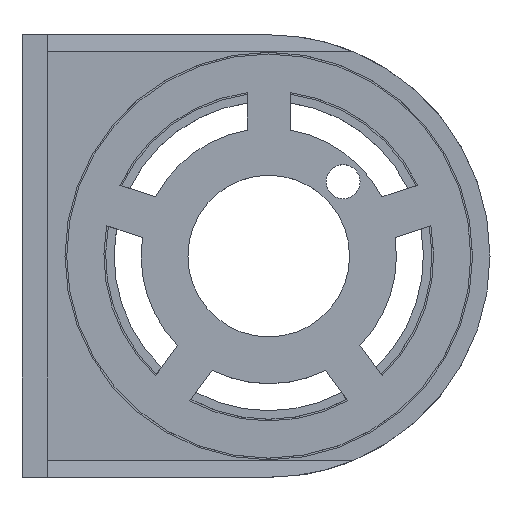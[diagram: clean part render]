
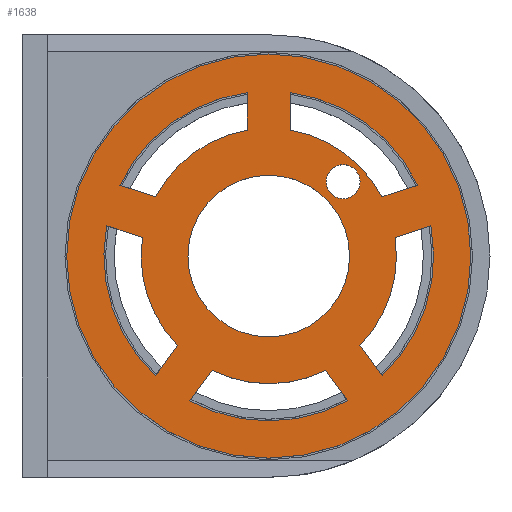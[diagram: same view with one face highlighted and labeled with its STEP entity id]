
A CAD part, top view. The second image highlights one B-rep face of the part: STEP entity #1638.
In plain terms, the highlighted planar face has unit normal (0, 0, 1).
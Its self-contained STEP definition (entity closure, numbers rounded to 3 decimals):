
#35=FACE_BOUND('',#281,.T.);
#36=FACE_BOUND('',#282,.T.);
#37=FACE_BOUND('',#283,.T.);
#38=FACE_BOUND('',#284,.T.);
#39=FACE_BOUND('',#285,.T.);
#40=FACE_BOUND('',#286,.T.);
#41=FACE_BOUND('',#287,.T.);
#94=PLANE('',#1804);
#179=FACE_OUTER_BOUND('',#280,.T.);
#280=EDGE_LOOP('',(#1499));
#281=EDGE_LOOP('',(#1500));
#282=EDGE_LOOP('',(#1501,#1502,#1503,#1504));
#283=EDGE_LOOP('',(#1505,#1506,#1507,#1508));
#284=EDGE_LOOP('',(#1509,#1510,#1511,#1512));
#285=EDGE_LOOP('',(#1513,#1514,#1515,#1516));
#286=EDGE_LOOP('',(#1517,#1518,#1519,#1520));
#287=EDGE_LOOP('',(#1521));
#423=LINE('',#2661,#587);
#425=LINE('',#2666,#589);
#431=LINE('',#2681,#595);
#435=LINE('',#2691,#599);
#439=LINE('',#2701,#603);
#441=LINE('',#2708,#605);
#444=LINE('',#2717,#608);
#445=LINE('',#2720,#609);
#447=LINE('',#2726,#611);
#449=LINE('',#2732,#613);
#587=VECTOR('',#2180,10.);
#589=VECTOR('',#2184,10.);
#595=VECTOR('',#2200,10.);
#599=VECTOR('',#2210,10.);
#603=VECTOR('',#2220,10.);
#605=VECTOR('',#2228,10.);
#608=VECTOR('',#2241,10.);
#609=VECTOR('',#2244,10.);
#611=VECTOR('',#2252,10.);
#613=VECTOR('',#2260,10.);
#655=CIRCLE('',#1756,4.);
#668=CIRCLE('',#1771,38.75);
#669=CIRCLE('',#1775,30.);
#670=CIRCLE('',#1777,38.75);
#671=CIRCLE('',#1780,38.75);
#672=CIRCLE('',#1783,38.75);
#673=CIRCLE('',#1786,19.);
#674=CIRCLE('',#1789,30.);
#675=CIRCLE('',#1791,38.75);
#676=CIRCLE('',#1795,30.);
#677=CIRCLE('',#1798,30.);
#678=CIRCLE('',#1801,30.);
#679=CIRCLE('',#1803,47.5);
#787=VERTEX_POINT('',#2604);
#810=VERTEX_POINT('',#2653);
#811=VERTEX_POINT('',#2655);
#812=VERTEX_POINT('',#2659);
#813=VERTEX_POINT('',#2663);
#814=VERTEX_POINT('',#2665);
#815=VERTEX_POINT('',#2669);
#816=VERTEX_POINT('',#2673);
#817=VERTEX_POINT('',#2675);
#818=VERTEX_POINT('',#2679);
#819=VERTEX_POINT('',#2683);
#820=VERTEX_POINT('',#2685);
#821=VERTEX_POINT('',#2689);
#822=VERTEX_POINT('',#2693);
#823=VERTEX_POINT('',#2695);
#824=VERTEX_POINT('',#2699);
#825=VERTEX_POINT('',#2703);
#826=VERTEX_POINT('',#2707);
#827=VERTEX_POINT('',#2713);
#828=VERTEX_POINT('',#2719);
#829=VERTEX_POINT('',#2725);
#830=VERTEX_POINT('',#2731);
#831=VERTEX_POINT('',#2737);
#995=EDGE_CURVE('',#787,#787,#655,.T.);
#1019=EDGE_CURVE('',#811,#810,#668,.T.);
#1022=EDGE_CURVE('',#810,#812,#423,.T.);
#1024=EDGE_CURVE('',#814,#813,#425,.T.);
#1027=EDGE_CURVE('',#813,#815,#669,.T.);
#1029=EDGE_CURVE('',#817,#816,#670,.T.);
#1032=EDGE_CURVE('',#816,#818,#431,.T.);
#1034=EDGE_CURVE('',#820,#819,#671,.T.);
#1037=EDGE_CURVE('',#819,#821,#435,.T.);
#1039=EDGE_CURVE('',#823,#822,#672,.T.);
#1042=EDGE_CURVE('',#822,#824,#439,.T.);
#1043=EDGE_CURVE('',#825,#825,#673,.T.);
#1045=EDGE_CURVE('',#826,#811,#441,.T.);
#1047=EDGE_CURVE('',#812,#826,#674,.T.);
#1048=EDGE_CURVE('',#827,#814,#675,.T.);
#1050=EDGE_CURVE('',#815,#827,#444,.T.);
#1051=EDGE_CURVE('',#828,#817,#445,.T.);
#1053=EDGE_CURVE('',#818,#828,#676,.T.);
#1054=EDGE_CURVE('',#829,#820,#447,.T.);
#1056=EDGE_CURVE('',#821,#829,#677,.T.);
#1057=EDGE_CURVE('',#830,#823,#449,.T.);
#1059=EDGE_CURVE('',#824,#830,#678,.T.);
#1060=EDGE_CURVE('',#831,#831,#679,.T.);
#1499=ORIENTED_EDGE('',*,*,#1060,.T.);
#1500=ORIENTED_EDGE('',*,*,#995,.T.);
#1501=ORIENTED_EDGE('',*,*,#1042,.T.);
#1502=ORIENTED_EDGE('',*,*,#1059,.T.);
#1503=ORIENTED_EDGE('',*,*,#1057,.T.);
#1504=ORIENTED_EDGE('',*,*,#1039,.T.);
#1505=ORIENTED_EDGE('',*,*,#1037,.T.);
#1506=ORIENTED_EDGE('',*,*,#1056,.T.);
#1507=ORIENTED_EDGE('',*,*,#1054,.T.);
#1508=ORIENTED_EDGE('',*,*,#1034,.T.);
#1509=ORIENTED_EDGE('',*,*,#1032,.T.);
#1510=ORIENTED_EDGE('',*,*,#1053,.T.);
#1511=ORIENTED_EDGE('',*,*,#1051,.T.);
#1512=ORIENTED_EDGE('',*,*,#1029,.T.);
#1513=ORIENTED_EDGE('',*,*,#1027,.T.);
#1514=ORIENTED_EDGE('',*,*,#1050,.T.);
#1515=ORIENTED_EDGE('',*,*,#1048,.T.);
#1516=ORIENTED_EDGE('',*,*,#1024,.T.);
#1517=ORIENTED_EDGE('',*,*,#1022,.T.);
#1518=ORIENTED_EDGE('',*,*,#1047,.T.);
#1519=ORIENTED_EDGE('',*,*,#1045,.T.);
#1520=ORIENTED_EDGE('',*,*,#1019,.T.);
#1521=ORIENTED_EDGE('',*,*,#1043,.T.);
#1638=ADVANCED_FACE('',(#179,#35,#36,#37,#38,#39,#40,#41),#94,.T.);
#1756=AXIS2_PLACEMENT_3D('',#2606,#2133,#2134);
#1771=AXIS2_PLACEMENT_3D('',#2656,#2174,#2175);
#1775=AXIS2_PLACEMENT_3D('',#2671,#2189,#2190);
#1777=AXIS2_PLACEMENT_3D('',#2676,#2194,#2195);
#1780=AXIS2_PLACEMENT_3D('',#2686,#2204,#2205);
#1783=AXIS2_PLACEMENT_3D('',#2696,#2214,#2215);
#1786=AXIS2_PLACEMENT_3D('',#2704,#2223,#2224);
#1789=AXIS2_PLACEMENT_3D('',#2711,#2232,#2233);
#1791=AXIS2_PLACEMENT_3D('',#2714,#2236,#2237);
#1795=AXIS2_PLACEMENT_3D('',#2723,#2248,#2249);
#1798=AXIS2_PLACEMENT_3D('',#2729,#2256,#2257);
#1801=AXIS2_PLACEMENT_3D('',#2735,#2264,#2265);
#1803=AXIS2_PLACEMENT_3D('',#2738,#2268,#2269);
#1804=AXIS2_PLACEMENT_3D('',#2740,#2271,#2272);
#2133=DIRECTION('center_axis',(0.,0.,-1.));
#2134=DIRECTION('ref_axis',(1.,0.,0.));
#2174=DIRECTION('center_axis',(0.,0.,-1.));
#2175=DIRECTION('ref_axis',(1.,0.,0.));
#2180=DIRECTION('',(0.588,0.809,0.));
#2184=DIRECTION('',(-0.951,-0.309,0.));
#2189=DIRECTION('center_axis',(0.,0.,1.));
#2190=DIRECTION('ref_axis',(1.,0.,0.));
#2194=DIRECTION('center_axis',(0.,0.,-1.));
#2195=DIRECTION('ref_axis',(1.,0.,0.));
#2200=DIRECTION('',(-0.588,0.809,0.));
#2204=DIRECTION('center_axis',(0.,0.,-1.));
#2205=DIRECTION('ref_axis',(1.,0.,0.));
#2210=DIRECTION('',(0.,-1.,0.));
#2214=DIRECTION('center_axis',(0.,0.,-1.));
#2215=DIRECTION('ref_axis',(1.,0.,0.));
#2220=DIRECTION('',(0.951,-0.309,0.));
#2223=DIRECTION('center_axis',(0.,0.,-1.));
#2224=DIRECTION('ref_axis',(1.,0.,0.));
#2228=DIRECTION('',(0.588,-0.809,0.));
#2232=DIRECTION('center_axis',(0.,0.,1.));
#2233=DIRECTION('ref_axis',(1.,0.,0.));
#2236=DIRECTION('center_axis',(0.,0.,-1.));
#2237=DIRECTION('ref_axis',(1.,0.,0.));
#2241=DIRECTION('',(0.,1.,0.));
#2244=DIRECTION('',(0.951,0.309,0.));
#2248=DIRECTION('center_axis',(0.,0.,1.));
#2249=DIRECTION('ref_axis',(1.,0.,0.));
#2252=DIRECTION('',(-0.951,0.309,0.));
#2256=DIRECTION('center_axis',(0.,0.,1.));
#2257=DIRECTION('ref_axis',(1.,0.,0.));
#2260=DIRECTION('',(-0.588,-0.809,0.));
#2264=DIRECTION('center_axis',(0.,0.,1.));
#2265=DIRECTION('ref_axis',(1.,0.,0.));
#2268=DIRECTION('center_axis',(0.,0.,1.));
#2269=DIRECTION('ref_axis',(1.,0.,0.));
#2271=DIRECTION('center_axis',(0.,0.,1.));
#2272=DIRECTION('ref_axis',(1.,0.,0.));
#2604=CARTESIAN_POINT('',(65.466,69.466,9.));
#2606=CARTESIAN_POINT('Origin',(69.466,69.466,9.));
#2653=CARTESIAN_POINT('',(33.459,17.974,9.));
#2655=CARTESIAN_POINT('',(70.541,17.974,9.));
#2656=CARTESIAN_POINT('Origin',(52.,52.,9.));
#2659=CARTESIAN_POINT('',(38.658,25.13,9.));
#2661=CARTESIAN_POINT('',(38.658,25.13,9.));
#2663=CARTESIAN_POINT('',(78.588,65.896,9.));
#2665=CARTESIAN_POINT('',(87.,68.63,9.));
#2666=CARTESIAN_POINT('',(78.588,65.896,9.));
#2669=CARTESIAN_POINT('',(57.,81.58,9.));
#2671=CARTESIAN_POINT('Origin',(52.,52.,9.));
#2673=CARTESIAN_POINT('',(78.631,23.852,9.));
#2675=CARTESIAN_POINT('',(90.09,59.119,9.));
#2676=CARTESIAN_POINT('Origin',(52.,52.,9.));
#2679=CARTESIAN_POINT('',(73.432,31.008,9.));
#2681=CARTESIAN_POINT('',(73.432,31.008,9.));
#2683=CARTESIAN_POINT('',(47.,90.426,9.));
#2685=CARTESIAN_POINT('',(17.,68.63,9.));
#2686=CARTESIAN_POINT('Origin',(52.,52.,9.));
#2689=CARTESIAN_POINT('',(47.,81.58,9.));
#2691=CARTESIAN_POINT('',(47.,81.58,9.));
#2693=CARTESIAN_POINT('',(13.91,59.119,9.));
#2695=CARTESIAN_POINT('',(25.369,23.852,9.));
#2696=CARTESIAN_POINT('Origin',(52.,52.,9.));
#2699=CARTESIAN_POINT('',(22.322,56.386,9.));
#2701=CARTESIAN_POINT('',(22.322,56.386,9.));
#2703=CARTESIAN_POINT('',(33.,52.,9.));
#2704=CARTESIAN_POINT('Origin',(52.,52.,9.));
#2707=CARTESIAN_POINT('',(65.342,25.13,9.));
#2708=CARTESIAN_POINT('',(65.342,25.13,9.));
#2711=CARTESIAN_POINT('Origin',(52.,52.,9.));
#2713=CARTESIAN_POINT('',(57.,90.426,9.));
#2714=CARTESIAN_POINT('Origin',(52.,52.,9.));
#2717=CARTESIAN_POINT('',(57.,81.58,9.));
#2719=CARTESIAN_POINT('',(81.678,56.386,9.));
#2720=CARTESIAN_POINT('',(81.678,56.386,9.));
#2723=CARTESIAN_POINT('Origin',(52.,52.,9.));
#2725=CARTESIAN_POINT('',(25.412,65.896,9.));
#2726=CARTESIAN_POINT('',(25.412,65.896,9.));
#2729=CARTESIAN_POINT('Origin',(52.,52.,9.));
#2731=CARTESIAN_POINT('',(30.568,31.008,9.));
#2732=CARTESIAN_POINT('',(30.568,31.008,9.));
#2735=CARTESIAN_POINT('Origin',(52.,52.,9.));
#2737=CARTESIAN_POINT('',(4.5,52.,9.));
#2738=CARTESIAN_POINT('Origin',(52.,52.,9.));
#2740=CARTESIAN_POINT('Origin',(52.,52.,9.));
